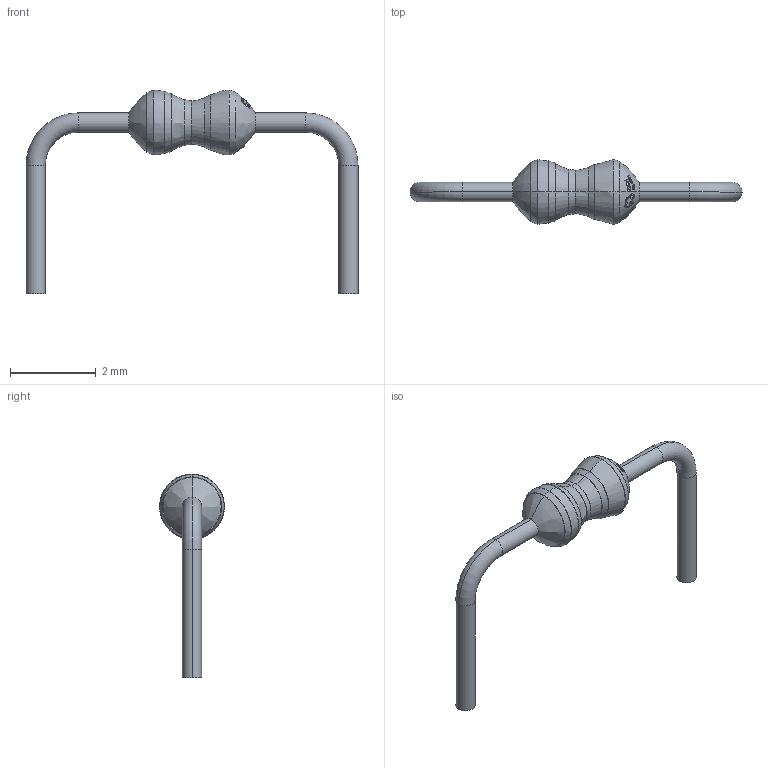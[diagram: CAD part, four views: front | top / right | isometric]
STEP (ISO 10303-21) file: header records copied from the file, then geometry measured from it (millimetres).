
FILE_DESCRIPTION (( 'STEP AP214' ), '1' );
FILE_NAME ('RES-TH_BD1.9-L3.3-P7.30.step', '2022-07-28T09:08:09', ( '' ), ( '' ), 'SwSTEP 2.0', 'SolidWorks 2020', '' );
FILE_SCHEMA (( 'AUTOMOTIVE_DESIGN' ));
Length unit declared in the file: millimetre
Products named in the file (1): RES-TH_BD1.9-L3.3-P7.30
Bounding box: 7.75 x 1.51 x 4.76 mm (x, y, z)
Volume: 5.4 mm3; surface area: 29.8 mm2
Topology: 1 solids, 1 shells, 270 faces, 705 edges, 466 vertices
Faces by surface type: bspline 139, plane 119, cylinder 8, torus 4
Entity records: 14000 total; most frequent: CARTESIAN_POINT 5607, ORIENTED_EDGE 1410, EDGE_CURVE 705, DIRECTION 597, VERTEX_POINT 466, B_SPLINE_CURVE_WITH_KNOTS 432, EDGE_LOOP 299, UNCERTAINTY_MEASURE_WITH_UNIT 273
